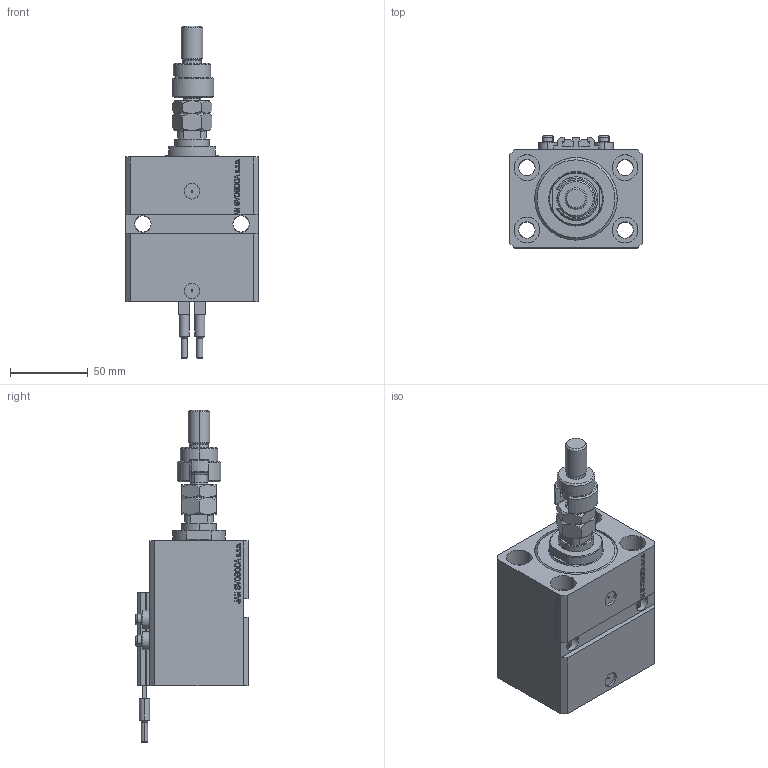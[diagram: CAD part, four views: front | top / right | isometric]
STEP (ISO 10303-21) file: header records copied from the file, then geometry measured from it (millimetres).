
FILE_DESCRIPTION (( 'STEP AP203' ), '1' );
FILE_NAME ('cb0f.STEP', '2023-10-07T17:46:27', ( '' ), ( '' ), 'SwSTEP 2.0', 'SolidWorks 2019', '' );
FILE_SCHEMA (( 'CONFIG_CONTROL_DESIGN' ));
Length unit declared in the file: millimetre
Products named in the file (9): ALLEN BOLT V250CE 3af4ed7e48e51531ace86098a1317f51; DFA 3af4ed7e48e51531ace86098a1317f51; V250CE_C_VCP 3af4ed7e48e51531ace86098a1317f51; cb0f; SWITCH_V250CE 3af4ed7e48e51531ace86098a1317f51; V250CE_E_Body 3af4ed7e48e51531ace86098a1317f51; V250CE_VC_E 3af4ed7e48e51531ace86098a1317f51; FEMALE_PART_FOR_DFA 3af4ed7e48e51531ace86098a1317f51; MFA 3af4ed7e48e51531ace86098a1317f51
Assembly tree (12 placements, depth 3):
  cb0f
    V250CE_E_Body 3af4ed7e48e51531ace86098a1317f51
    ALLEN BOLT V250CE 3af4ed7e48e51531ace86098a1317f51  x4
    V250CE_C_VCP 3af4ed7e48e51531ace86098a1317f51
    V250CE_VC_E 3af4ed7e48e51531ace86098a1317f51
    DFA 3af4ed7e48e51531ace86098a1317f51
      FEMALE_PART_FOR_DFA 3af4ed7e48e51531ace86098a1317f51
      MFA 3af4ed7e48e51531ace86098a1317f51
    SWITCH_V250CE 3af4ed7e48e51531ace86098a1317f51  x2
Bounding box: 85 x 72 x 213 mm (x, y, z)
Volume: 462739.9 mm3; surface area: 106498.2 mm2
Topology: 12 solids, 12 shells, 1224 faces, 3019 edges, 1937 vertices
Faces by surface type: plane 595, bspline 356, cylinder 151, cone 100, torus 22
Entity records: 51247 total; most frequent: CARTESIAN_POINT 25731, ORIENTED_EDGE 5620, DIRECTION 3882, EDGE_CURVE 2810, VERTEX_POINT 1823, LINE 1670, VECTOR 1670, EDGE_LOOP 1259
